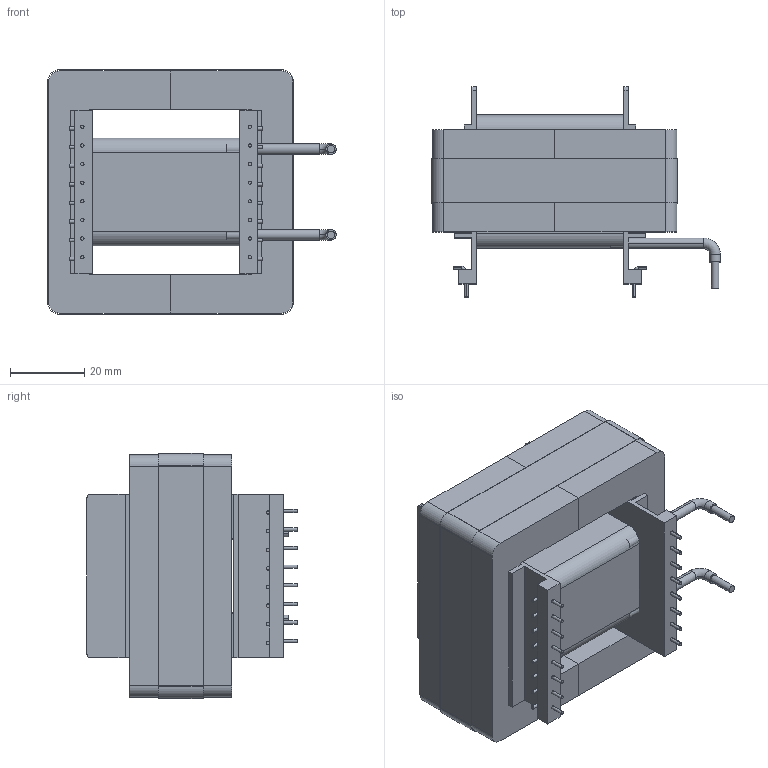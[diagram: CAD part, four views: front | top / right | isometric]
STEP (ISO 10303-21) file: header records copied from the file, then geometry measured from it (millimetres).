
FILE_DESCRIPTION (( 'STEP AP203' ), '1' );
FILE_NAME ('ELD0001112.STEP', '2014-06-19T08:57:12', ( '' ), ( '' ), 'SwSTEP 2.0', 'SolidWorks 2011', '' );
FILE_SCHEMA (( 'CONFIG_CONTROL_DESIGN' ));
Length unit declared in the file: millimetre
Products named in the file (7): ELD0001112; lipuf_xizoni; Coil_Isolation_1way; 4mm-bidud_1way; 1_coil_for board assy; plastic_black; T-E65-32-27
Assembly tree (8 placements, depth 2):
  ELD0001112
    4mm-bidud_1way  x2
    lipuf_xizoni
    plastic_black
    T-E65-32-27  x2
    Coil_Isolation_1way
    1_coil_for board assy
Bounding box: 77.5 x 56.4 x 65.8 mm (x, y, z)
Volume: 107090.7 mm3; surface area: 63488 mm2
Topology: 18 solids, 18 shells, 440 faces, 1136 edges, 732 vertices
Faces by surface type: cylinder 204, plane 144, torus 92
Entity records: 13619 total; most frequent: CARTESIAN_POINT 2511, DIRECTION 2408, ORIENTED_EDGE 2068, EDGE_CURVE 1034, AXIS2_PLACEMENT_3D 977, VERTEX_POINT 664, CIRCLE 564, LINE 454
